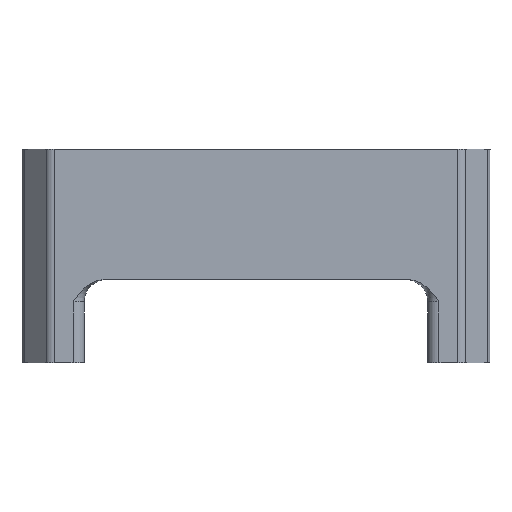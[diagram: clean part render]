
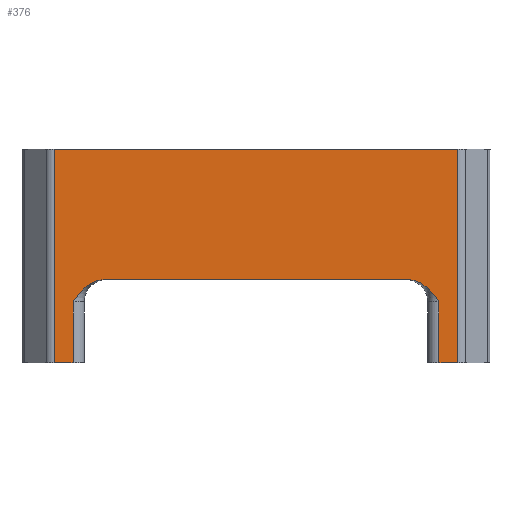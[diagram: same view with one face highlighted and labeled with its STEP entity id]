
A CAD part, front view. The second image highlights one B-rep face of the part: STEP entity #376.
In plain terms, the highlighted planar face has unit normal (0, -1, 0).
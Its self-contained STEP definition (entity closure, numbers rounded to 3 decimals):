
#3 = EDGE_CURVE ( 'NONE', #1236, #424, #930, .T. ) ;
#7 = LINE ( 'NONE', #928, #37 ) ;
#12 = CARTESIAN_POINT ( 'NONE',  ( 165.851, -115.877, -1.478 ) ) ;
#23 = CARTESIAN_POINT ( 'NONE',  ( 23.642, -115.877, 0. ) ) ;
#35 = CARTESIAN_POINT ( 'NONE',  ( 1.02, -115.877, 159. ) ) ;
#37 = VECTOR ( 'NONE', #94, 1000. ) ;
#83 = CARTESIAN_POINT ( 'NONE',  ( 22.132, -115.877, -0.077 ) ) ;
#94 = DIRECTION ( 'NONE',  ( 1., 0., 0. ) ) ;
#98 = CARTESIAN_POINT ( 'NONE',  ( 160.058, -115.877, 0. ) ) ;
#104 = ORIENTED_EDGE ( 'NONE', *, *, #610, .F. ) ;
#119 = CARTESIAN_POINT ( 'NONE',  ( 162.673, -115.877, -0.295 ) ) ;
#126 = CARTESIAN_POINT ( 'NONE',  ( 161.568, -115.877, -0.077 ) ) ;
#139 = CARTESIAN_POINT ( 'NONE',  ( 182.68, -115.877, 58.65 ) ) ;
#162 = VERTEX_POINT ( 'NONE', #23 ) ;
#186 = CARTESIAN_POINT ( 'NONE',  ( 19.935, -115.877, -0.6 ) ) ;
#195 = CARTESIAN_POINT ( 'NONE',  ( 16.556, -115.877, -2.254 ) ) ;
#208 = ORIENTED_EDGE ( 'NONE', *, *, #3, .T. ) ;
#221 = CARTESIAN_POINT ( 'NONE',  ( 9.936, -115.877, -9.384 ) ) ;
#231 = DIRECTION ( 'NONE',  ( 1., 0., 0. ) ) ;
#238 = DIRECTION ( 'NONE',  ( -1., 0., 0. ) ) ;
#247 = CARTESIAN_POINT ( 'NONE',  ( 160.058, -115.877, 0. ) ) ;
#273 = VECTOR ( 'NONE', #667, 1000. ) ;
#283 = CARTESIAN_POINT ( 'NONE',  ( 17.849, -115.877, -1.478 ) ) ;
#289 = EDGE_CURVE ( 'NONE', #406, #1236, #7, .T. ) ;
#290 = CARTESIAN_POINT ( 'NONE',  ( 23.642, -115.877, 0. ) ) ;
#308 = B_SPLINE_CURVE_WITH_KNOTS ( 'NONE', 3,
 ( #1112, #221, #497, #909, #1322, #1128, #391, #1221, #195, #283, #704, #813, #186, #604, #1018, #83, #1227, #290 ),
 .UNSPECIFIED., .F., .F.,
 ( 4, 2, 2, 2, 2, 2, 2, 2, 4 ),
 ( 0., 0.002, 0.005, 0.009, 0.011, 0.014, 0.015, 0.016, 0.018 ),
 .UNSPECIFIED. ) ;
#317 = VECTOR ( 'NONE', #231, 1000. ) ;
#323 = CARTESIAN_POINT ( 'NONE',  ( 173.764, -115.877, -9.384 ) ) ;
#338 = LINE ( 'NONE', #1172, #541 ) ;
#348 = CARTESIAN_POINT ( 'NONE',  ( 9.5, -115.877, -10. ) ) ;
#353 = CARTESIAN_POINT ( 'NONE',  ( 171.977, -115.877, -6.951 ) ) ;
#355 = DIRECTION ( 'NONE',  ( -1., 0., 0. ) ) ;
#366 = DIRECTION ( 'NONE',  ( 0., 0., 1. ) ) ;
#376 = ADVANCED_FACE ( 'NONE', ( #459 ), #1181, .F. ) ;
#388 = VECTOR ( 'NONE', #892, 1000. ) ;
#391 = CARTESIAN_POINT ( 'NONE',  ( 14.184, -115.877, -4.118 ) ) ;
#406 = VERTEX_POINT ( 'NONE', #668 ) ;
#423 = B_SPLINE_CURVE_WITH_KNOTS ( 'NONE', 3,
 ( #247, #959, #126, #119, #1045, #1286, #946, #457, #12, #539, #1255, #863, #439, #353, #844, #954, #426, #323, #739, #1157 ),
 .UNSPECIFIED., .F., .F.,
 ( 4, 2, 2, 2, 2, 2, 2, 2, 2, 4 ),
 ( 0., 0.002, 0.003, 0.005, 0.007, 0.009, 0.014, 0.016, 0.017, 0.018 ),
 .UNSPECIFIED. ) ;
#424 = VERTEX_POINT ( 'NONE', #348 ) ;
#426 = CARTESIAN_POINT ( 'NONE',  ( 173.326, -115.877, -8.77 ) ) ;
#439 = CARTESIAN_POINT ( 'NONE',  ( 170.546, -115.877, -5.206 ) ) ;
#453 = EDGE_CURVE ( 'NONE', #619, #605, #749, .T. ) ;
#456 = ORIENTED_EDGE ( 'NONE', *, *, #453, .F. ) ;
#457 = CARTESIAN_POINT ( 'NONE',  ( 165.178, -115.877, -1.142 ) ) ;
#459 = FACE_OUTER_BOUND ( 'NONE', #1049, .T. ) ;
#478 = LINE ( 'NONE', #1207, #757 ) ;
#479 = ORIENTED_EDGE ( 'NONE', *, *, #978, .T. ) ;
#482 = CARTESIAN_POINT ( 'NONE',  ( 1.02, -115.877, 0. ) ) ;
#497 = CARTESIAN_POINT ( 'NONE',  ( 10.371, -115.877, -8.768 ) ) ;
#508 = VECTOR ( 'NONE', #829, 1000. ) ;
#538 = VERTEX_POINT ( 'NONE', #98 ) ;
#539 = CARTESIAN_POINT ( 'NONE',  ( 167.144, -115.877, -2.254 ) ) ;
#541 = VECTOR ( 'NONE', #238, 1000. ) ;
#551 = CARTESIAN_POINT ( 'NONE',  ( 174.2, -115.877, -37.35 ) ) ;
#580 = ORIENTED_EDGE ( 'NONE', *, *, #639, .T. ) ;
#604 = CARTESIAN_POINT ( 'NONE',  ( 20.661, -115.877, -0.385 ) ) ;
#605 = VERTEX_POINT ( 'NONE', #139 ) ;
#610 = EDGE_CURVE ( 'NONE', #1180, #1067, #338, .T. ) ;
#619 = VERTEX_POINT ( 'NONE', #1185 ) ;
#639 = EDGE_CURVE ( 'NONE', #538, #1228, #423, .T. ) ;
#667 = DIRECTION ( 'NONE',  ( 0., 0., 1. ) ) ;
#668 = CARTESIAN_POINT ( 'NONE',  ( 1.02, -115.877, -37.35 ) ) ;
#697 = CARTESIAN_POINT ( 'NONE',  ( 174.2, -115.877, -10. ) ) ;
#704 = CARTESIAN_POINT ( 'NONE',  ( 18.522, -115.877, -1.142 ) ) ;
#739 = CARTESIAN_POINT ( 'NONE',  ( 173.983, -115.877, -9.693 ) ) ;
#749 = LINE ( 'NONE', #1167, #317 ) ;
#755 = ORIENTED_EDGE ( 'NONE', *, *, #1118, .T. ) ;
#757 = VECTOR ( 'NONE', #366, 1000. ) ;
#777 = EDGE_CURVE ( 'NONE', #1180, #605, #478, .T. ) ;
#813 = CARTESIAN_POINT ( 'NONE',  ( 19.575, -115.877, -0.725 ) ) ;
#829 = DIRECTION ( 'NONE',  ( 0., 0., 1. ) ) ;
#837 = EDGE_CURVE ( 'NONE', #1067, #1228, #1005, .T. ) ;
#844 = CARTESIAN_POINT ( 'NONE',  ( 172.436, -115.877, -7.552 ) ) ;
#853 = DIRECTION ( 'NONE',  ( 0., 1., 0. ) ) ;
#863 = CARTESIAN_POINT ( 'NONE',  ( 169.516, -115.877, -4.118 ) ) ;
#874 = CARTESIAN_POINT ( 'NONE',  ( 1.02, -115.877, 159. ) ) ;
#892 = DIRECTION ( 'NONE',  ( 1., 0., 0. ) ) ;
#909 = CARTESIAN_POINT ( 'NONE',  ( 11.264, -115.877, -7.552 ) ) ;
#928 = CARTESIAN_POINT ( 'NONE',  ( 1.02, -115.877, -37.35 ) ) ;
#930 = LINE ( 'NONE', #1342, #508 ) ;
#946 = CARTESIAN_POINT ( 'NONE',  ( 164.125, -115.877, -0.725 ) ) ;
#954 = CARTESIAN_POINT ( 'NONE',  ( 173.105, -115.877, -8.464 ) ) ;
#958 = ORIENTED_EDGE ( 'NONE', *, *, #1216, .T. ) ;
#959 = CARTESIAN_POINT ( 'NONE',  ( 160.819, -115.877, 0. ) ) ;
#978 = EDGE_CURVE ( 'NONE', #424, #162, #308, .T. ) ;
#1005 = LINE ( 'NONE', #1311, #273 ) ;
#1012 = ORIENTED_EDGE ( 'NONE', *, *, #837, .F. ) ;
#1018 = CARTESIAN_POINT ( 'NONE',  ( 21.027, -115.877, -0.295 ) ) ;
#1036 = ORIENTED_EDGE ( 'NONE', *, *, #289, .T. ) ;
#1037 = AXIS2_PLACEMENT_3D ( 'NONE', #874, #853, #355 ) ;
#1045 = CARTESIAN_POINT ( 'NONE',  ( 163.039, -115.877, -0.385 ) ) ;
#1049 = EDGE_LOOP ( 'NONE', ( #456, #755, #1036, #208, #479, #958, #580, #1012, #104, #1306 ) ) ;
#1067 = VERTEX_POINT ( 'NONE', #551 ) ;
#1073 = LINE ( 'NONE', #35, #1105 ) ;
#1086 = DIRECTION ( 'NONE',  ( 0., 0., -1. ) ) ;
#1098 = CARTESIAN_POINT ( 'NONE',  ( 182.68, -115.877, -37.35 ) ) ;
#1105 = VECTOR ( 'NONE', #1086, 1000. ) ;
#1112 = CARTESIAN_POINT ( 'NONE',  ( 9.5, -115.877, -10. ) ) ;
#1118 = EDGE_CURVE ( 'NONE', #619, #406, #1073, .T. ) ;
#1128 = CARTESIAN_POINT ( 'NONE',  ( 13.154, -115.877, -5.205 ) ) ;
#1157 = CARTESIAN_POINT ( 'NONE',  ( 174.2, -115.877, -10. ) ) ;
#1167 = CARTESIAN_POINT ( 'NONE',  ( 1.02, -115.877, 58.65 ) ) ;
#1172 = CARTESIAN_POINT ( 'NONE',  ( 182.68, -115.877, -37.35 ) ) ;
#1180 = VERTEX_POINT ( 'NONE', #1098 ) ;
#1181 = PLANE ( 'NONE',  #1037 ) ;
#1185 = CARTESIAN_POINT ( 'NONE',  ( 1.02, -115.877, 58.65 ) ) ;
#1207 = CARTESIAN_POINT ( 'NONE',  ( 182.68, -115.877, -113.549 ) ) ;
#1216 = EDGE_CURVE ( 'NONE', #162, #538, #1219, .T. ) ;
#1219 = LINE ( 'NONE', #482, #388 ) ;
#1221 = CARTESIAN_POINT ( 'NONE',  ( 15.934, -115.877, -2.696 ) ) ;
#1227 = CARTESIAN_POINT ( 'NONE',  ( 22.881, -115.877, 0. ) ) ;
#1228 = VERTEX_POINT ( 'NONE', #697 ) ;
#1236 = VERTEX_POINT ( 'NONE', #1259 ) ;
#1255 = CARTESIAN_POINT ( 'NONE',  ( 167.766, -115.877, -2.696 ) ) ;
#1259 = CARTESIAN_POINT ( 'NONE',  ( 9.5, -115.877, -37.35 ) ) ;
#1286 = CARTESIAN_POINT ( 'NONE',  ( 163.765, -115.877, -0.6 ) ) ;
#1306 = ORIENTED_EDGE ( 'NONE', *, *, #777, .T. ) ;
#1311 = CARTESIAN_POINT ( 'NONE',  ( 174.2, -115.877, -37.35 ) ) ;
#1322 = CARTESIAN_POINT ( 'NONE',  ( 11.723, -115.877, -6.951 ) ) ;
#1342 = CARTESIAN_POINT ( 'NONE',  ( 9.5, -115.877, -37.35 ) ) ;
